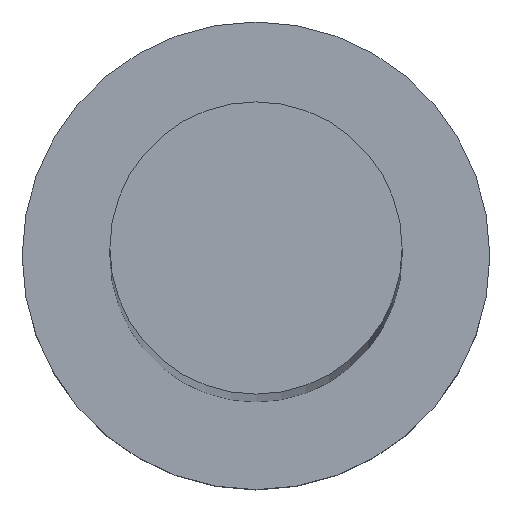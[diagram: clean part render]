
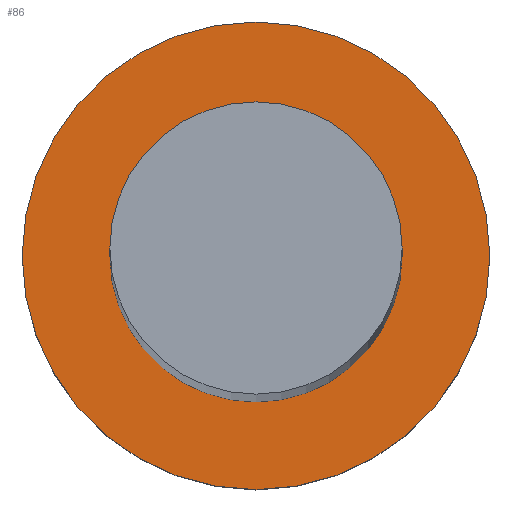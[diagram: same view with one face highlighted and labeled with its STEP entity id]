
A CAD part, top view. The second image highlights one B-rep face of the part: STEP entity #86.
In plain terms, the highlighted planar face has unit normal (0, 0, 1).
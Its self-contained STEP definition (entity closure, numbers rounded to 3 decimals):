
#2 = CARTESIAN_POINT ( 'NONE',  ( 0., 0., 6.5 ) ) ;
#14 = AXIS2_PLACEMENT_3D ( 'NONE', #247, #249, #108 ) ;
#27 = EDGE_CURVE ( 'NONE', #68, #61, #144, .T. ) ;
#37 = DIRECTION ( 'NONE',  ( 0., 0., 1. ) ) ;
#48 = CARTESIAN_POINT ( 'NONE',  ( 0., 0., 6.5 ) ) ;
#51 = AXIS2_PLACEMENT_3D ( 'NONE', #48, #52, #53 ) ;
#52 = DIRECTION ( 'NONE',  ( 0., 0., 1. ) ) ;
#53 = DIRECTION ( 'NONE',  ( 1., 0., 0. ) ) ;
#58 = PLANE ( 'NONE',  #204 ) ;
#61 = VERTEX_POINT ( 'NONE', #150 ) ;
#63 = DIRECTION ( 'NONE',  ( 0., 0., 1. ) ) ;
#64 = EDGE_CURVE ( 'NONE', #61, #68, #209, .T. ) ;
#65 = CIRCLE ( 'NONE', #93, 5. ) ;
#68 = VERTEX_POINT ( 'NONE', #189 ) ;
#75 = VERTEX_POINT ( 'NONE', #87 ) ;
#80 = EDGE_LOOP ( 'NONE', ( #94, #255 ) ) ;
#86 = ADVANCED_FACE ( 'NONE', ( #221, #235 ), #58, .T. ) ;
#87 = CARTESIAN_POINT ( 'NONE',  ( -5., 0., 6.5 ) ) ;
#89 = ORIENTED_EDGE ( 'NONE', *, *, #64, .T. ) ;
#93 = AXIS2_PLACEMENT_3D ( 'NONE', #2, #63, #133 ) ;
#94 = ORIENTED_EDGE ( 'NONE', *, *, #99, .F. ) ;
#98 = DIRECTION ( 'NONE',  ( 0., 0., 1. ) ) ;
#99 = EDGE_CURVE ( 'NONE', #75, #224, #65, .T. ) ;
#108 = DIRECTION ( 'NONE',  ( 1., 0., 0. ) ) ;
#130 = CARTESIAN_POINT ( 'NONE',  ( 5., 0., 6.5 ) ) ;
#133 = DIRECTION ( 'NONE',  ( 1., 0., 0. ) ) ;
#137 = CARTESIAN_POINT ( 'NONE',  ( 0., 0., 6.5 ) ) ;
#138 = EDGE_CURVE ( 'NONE', #224, #75, #215, .T. ) ;
#144 = CIRCLE ( 'NONE', #14, 8. ) ;
#150 = CARTESIAN_POINT ( 'NONE',  ( -8., 0., 6.5 ) ) ;
#163 = AXIS2_PLACEMENT_3D ( 'NONE', #137, #98, #219 ) ;
#175 = CARTESIAN_POINT ( 'NONE',  ( 0., 0., 6.5 ) ) ;
#179 = EDGE_LOOP ( 'NONE', ( #89, #252 ) ) ;
#189 = CARTESIAN_POINT ( 'NONE',  ( 8., 0., 6.5 ) ) ;
#194 = DIRECTION ( 'NONE',  ( 1., 0., 0. ) ) ;
#204 = AXIS2_PLACEMENT_3D ( 'NONE', #175, #37, #194 ) ;
#209 = CIRCLE ( 'NONE', #51, 8. ) ;
#215 = CIRCLE ( 'NONE', #163, 5. ) ;
#219 = DIRECTION ( 'NONE',  ( 1., 0., 0. ) ) ;
#221 = FACE_BOUND ( 'NONE', #80, .T. ) ;
#224 = VERTEX_POINT ( 'NONE', #130 ) ;
#235 = FACE_OUTER_BOUND ( 'NONE', #179, .T. ) ;
#247 = CARTESIAN_POINT ( 'NONE',  ( 0., 0., 6.5 ) ) ;
#249 = DIRECTION ( 'NONE',  ( 0., 0., 1. ) ) ;
#252 = ORIENTED_EDGE ( 'NONE', *, *, #27, .T. ) ;
#255 = ORIENTED_EDGE ( 'NONE', *, *, #138, .F. ) ;
